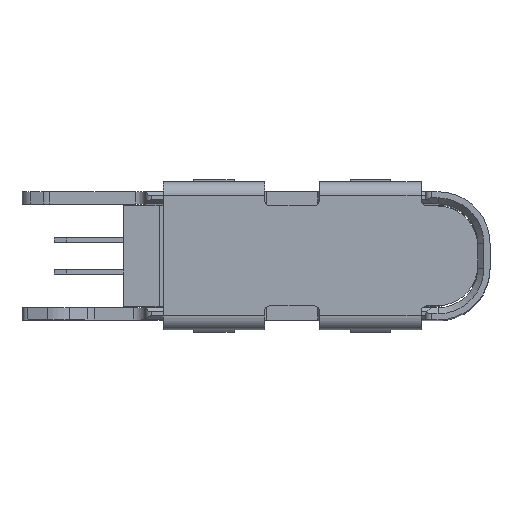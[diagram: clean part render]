
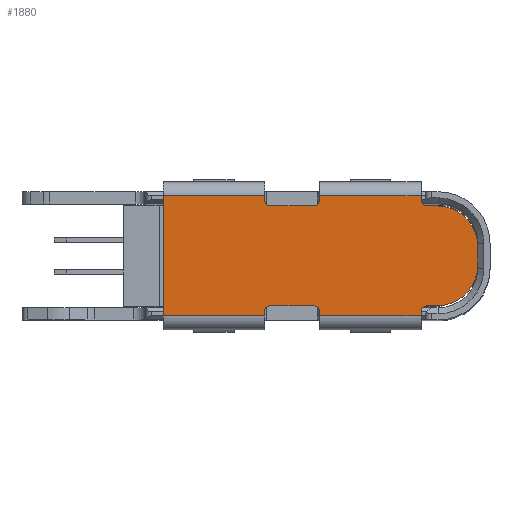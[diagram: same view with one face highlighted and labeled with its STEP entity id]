
A CAD part, top view. The second image highlights one B-rep face of the part: STEP entity #1880.
In plain terms, the highlighted face is planar.
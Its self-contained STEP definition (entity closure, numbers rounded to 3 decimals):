
#64=DIRECTION('',(0.,-1.,0.));
#65=VECTOR('',#64,0.1);
#66=CARTESIAN_POINT('',(265.645,29.57,-45.2));
#67=LINE('934',#66,#65);
#224=DIRECTION('',(-1.,0.,0.));
#225=VECTOR('',#224,2.5);
#226=CARTESIAN_POINT('',(265.645,29.47,-45.2));
#227=LINE('975',#226,#225);
#232=CARTESIAN_POINT('',(266.855,32.33,-45.2));
#233=DIRECTION('',(0.,0.,-1.));
#234=DIRECTION('',(1.,0.,0.));
#235=AXIS2_PLACEMENT_3D('',#232,#233,#234);
#237=CARTESIAN_POINT('',(265.795,32.33,-45.2));
#238=DIRECTION('',(0.,0.,-1.));
#239=DIRECTION('',(0.,-1.,0.));
#240=AXIS2_PLACEMENT_3D('',#237,#238,#239);
#242=CARTESIAN_POINT('',(262.995,32.33,-45.2));
#243=DIRECTION('',(0.,0.,-1.));
#244=DIRECTION('',(1.,0.,0.));
#245=AXIS2_PLACEMENT_3D('',#242,#243,#244);
#247=CARTESIAN_POINT('',(262.745,31.18,-45.2));
#248=DIRECTION('',(0.,0.,1.));
#249=DIRECTION('',(0.,1.,0.));
#250=AXIS2_PLACEMENT_3D('',#247,#248,#249);
#252=CARTESIAN_POINT('',(262.745,30.72,-45.2));
#253=DIRECTION('',(0.,0.,1.));
#254=DIRECTION('',(-1.,0.,0.));
#255=AXIS2_PLACEMENT_3D('',#252,#253,#254);
#257=CARTESIAN_POINT('',(262.995,29.57,-45.2));
#258=DIRECTION('',(0.,0.,-1.));
#259=DIRECTION('',(0.,1.,0.));
#260=AXIS2_PLACEMENT_3D('',#257,#258,#259);
#262=DIRECTION('',(0.,-1.,0.));
#263=VECTOR('',#262,0.1);
#264=CARTESIAN_POINT('',(263.145,29.57,-45.2));
#265=LINE('955',#264,#263);
#266=CARTESIAN_POINT('',(265.795,29.57,-45.2));
#267=DIRECTION('',(0.,0.,-1.));
#268=DIRECTION('',(-1.,0.,0.));
#269=AXIS2_PLACEMENT_3D('',#266,#267,#268);
#271=CARTESIAN_POINT('',(266.855,29.57,-45.2));
#272=DIRECTION('',(0.,0.,-1.));
#273=DIRECTION('',(0.,1.,0.));
#274=AXIS2_PLACEMENT_3D('',#271,#272,#273);
#276=DIRECTION('',(1.,0.,0.));
#277=VECTOR('',#276,2.5);
#278=CARTESIAN_POINT('',(267.005,32.43,-45.2));
#279=LINE('976',#278,#277);
#326=DIRECTION('',(0.,-1.,0.));
#327=VECTOR('',#326,2.96);
#328=CARTESIAN_POINT('',(269.505,32.43,-45.2));
#329=LINE('996',#328,#327);
#388=DIRECTION('',(0.,1.,0.));
#389=VECTOR('',#388,0.1);
#390=CARTESIAN_POINT('',(267.005,29.47,-45.2));
#391=LINE('994',#390,#389);
#414=DIRECTION('',(-1.,0.,0.));
#415=VECTOR('',#414,2.5);
#416=CARTESIAN_POINT('',(269.505,29.47,-45.2));
#417=LINE('995',#416,#415);
#430=DIRECTION('',(-1.,0.,0.));
#431=VECTOR('',#430,1.06);
#432=CARTESIAN_POINT('',(266.855,29.72,-45.2));
#433=LINE('992',#432,#431);
#608=DIRECTION('',(0.,1.,0.));
#609=VECTOR('',#608,0.1);
#610=CARTESIAN_POINT('',(267.005,32.33,-45.2));
#611=LINE('977',#610,#609);
#808=DIRECTION('',(1.,0.,0.));
#809=VECTOR('',#808,1.06);
#810=CARTESIAN_POINT('',(265.795,32.18,-45.2));
#811=LINE('979',#810,#809);
#826=DIRECTION('',(0.,-1.,0.));
#827=VECTOR('',#826,0.1);
#828=CARTESIAN_POINT('',(265.645,32.43,-45.2));
#829=LINE('981',#828,#827);
#955=DIRECTION('',(0.,1.,0.));
#956=VECTOR('',#955,0.1);
#957=CARTESIAN_POINT('',(263.145,32.33,-45.2));
#958=LINE('983',#957,#956);
#998=DIRECTION('',(1.,0.,0.));
#999=VECTOR('',#998,0.25);
#1000=CARTESIAN_POINT('',(262.745,32.18,-45.2));
#1001=LINE('985',#1000,#999);
#1010=DIRECTION('',(0.,1.,0.));
#1011=VECTOR('',#1010,0.46);
#1012=CARTESIAN_POINT('',(261.745,30.72,-45.2));
#1013=LINE('987',#1012,#1011);
#1026=DIRECTION('',(-1.,0.,0.));
#1027=VECTOR('',#1026,0.25);
#1028=CARTESIAN_POINT('',(262.995,29.72,-45.2));
#1029=LINE('989',#1028,#1027);
#1042=DIRECTION('',(1.,0.,0.));
#1043=VECTOR('',#1042,2.5);
#1044=CARTESIAN_POINT('',(263.145,32.43,-45.2));
#1045=LINE('982',#1044,#1043);
#1250=CARTESIAN_POINT('',(265.645,29.57,-45.2));
#1251=VERTEX_POINT('',#1250);
#1252=CARTESIAN_POINT('',(265.645,29.47,-45.2));
#1253=VERTEX_POINT('',#1252);
#1286=CARTESIAN_POINT('',(263.145,29.47,-45.2));
#1287=VERTEX_POINT('',#1286);
#1288=CARTESIAN_POINT('',(263.145,29.57,-45.2));
#1289=VERTEX_POINT('',#1288);
#1314=CARTESIAN_POINT('',(267.005,32.43,-45.2));
#1315=CARTESIAN_POINT('',(269.505,32.43,-45.2));
#1316=VERTEX_POINT('',#1314);
#1317=VERTEX_POINT('',#1315);
#1318=CARTESIAN_POINT('',(267.005,32.33,-45.2));
#1319=VERTEX_POINT('',#1318);
#1320=CARTESIAN_POINT('',(266.855,32.18,-45.2));
#1321=VERTEX_POINT('',#1320);
#1322=CARTESIAN_POINT('',(265.795,32.18,-45.2));
#1323=VERTEX_POINT('',#1322);
#1324=CARTESIAN_POINT('',(265.645,32.33,-45.2));
#1325=VERTEX_POINT('',#1324);
#1326=CARTESIAN_POINT('',(265.645,32.43,-45.2));
#1327=VERTEX_POINT('',#1326);
#1328=CARTESIAN_POINT('',(263.145,32.43,-45.2));
#1329=VERTEX_POINT('',#1328);
#1330=CARTESIAN_POINT('',(263.145,32.33,-45.2));
#1331=VERTEX_POINT('',#1330);
#1332=CARTESIAN_POINT('',(262.995,32.18,-45.2));
#1333=VERTEX_POINT('',#1332);
#1334=CARTESIAN_POINT('',(262.745,32.18,-45.2));
#1335=VERTEX_POINT('',#1334);
#1336=CARTESIAN_POINT('',(261.745,31.18,-45.2));
#1337=VERTEX_POINT('',#1336);
#1338=CARTESIAN_POINT('',(261.745,30.72,-45.2));
#1339=VERTEX_POINT('',#1338);
#1340=CARTESIAN_POINT('',(262.745,29.72,-45.2));
#1341=VERTEX_POINT('',#1340);
#1342=CARTESIAN_POINT('',(262.995,29.72,-45.2));
#1343=VERTEX_POINT('',#1342);
#1344=CARTESIAN_POINT('',(265.795,29.72,-45.2));
#1345=VERTEX_POINT('',#1344);
#1346=CARTESIAN_POINT('',(266.855,29.72,-45.2));
#1347=VERTEX_POINT('',#1346);
#1348=CARTESIAN_POINT('',(267.005,29.57,-45.2));
#1349=VERTEX_POINT('',#1348);
#1350=CARTESIAN_POINT('',(267.005,29.47,-45.2));
#1351=VERTEX_POINT('',#1350);
#1352=CARTESIAN_POINT('',(269.505,29.47,-45.2));
#1353=VERTEX_POINT('',#1352);
#1828=CARTESIAN_POINT('',(265.625,30.95,-45.2));
#1829=DIRECTION('',(0.,0.,1.));
#1830=DIRECTION('',(-1.,0.,0.));
#1831=AXIS2_PLACEMENT_3D('',#1828,#1829,#1830);
#1832=PLANE('1185',#1831);
#1834=ORIENTED_EDGE('976',*,*,#1833,.F.);
#1836=ORIENTED_EDGE('977',*,*,#1835,.F.);
#1838=ORIENTED_EDGE('978',*,*,#1837,.T.);
#1840=ORIENTED_EDGE('979',*,*,#1839,.F.);
#1842=ORIENTED_EDGE('980',*,*,#1841,.T.);
#1844=ORIENTED_EDGE('981',*,*,#1843,.F.);
#1846=ORIENTED_EDGE('982',*,*,#1845,.F.);
#1848=ORIENTED_EDGE('983',*,*,#1847,.F.);
#1850=ORIENTED_EDGE('984',*,*,#1849,.T.);
#1852=ORIENTED_EDGE('985',*,*,#1851,.F.);
#1854=ORIENTED_EDGE('986',*,*,#1853,.T.);
#1856=ORIENTED_EDGE('987',*,*,#1855,.F.);
#1858=ORIENTED_EDGE('988',*,*,#1857,.T.);
#1860=ORIENTED_EDGE('989',*,*,#1859,.F.);
#1862=ORIENTED_EDGE('990',*,*,#1861,.T.);
#1863=ORIENTED_EDGE('955',*,*,#1706,.T.);
#1864=ORIENTED_EDGE('975',*,*,#1820,.F.);
#1865=ORIENTED_EDGE('934',*,*,#1630,.F.);
#1867=ORIENTED_EDGE('991',*,*,#1866,.T.);
#1869=ORIENTED_EDGE('992',*,*,#1868,.F.);
#1871=ORIENTED_EDGE('993',*,*,#1870,.T.);
#1873=ORIENTED_EDGE('994',*,*,#1872,.F.);
#1875=ORIENTED_EDGE('995',*,*,#1874,.F.);
#1877=ORIENTED_EDGE('996',*,*,#1876,.F.);
#1878=EDGE_LOOP('1185',(#1834,#1836,#1838,#1840,#1842,#1844,#1846,#1848,#1850,
#1852,#1854,#1856,#1858,#1860,#1862,#1863,#1864,#1865,#1867,#1869,#1871,#1873,
#1875,#1877));
#1879=FACE_OUTER_BOUND('1185',#1878,.F.);
#1880=ADVANCED_FACE('1185',(#1879),#1832,.F.);
#236=CIRCLE('978',#235,0.15);
#241=CIRCLE('980',#240,0.15);
#246=CIRCLE('984',#245,0.15);
#251=CIRCLE('986',#250,1.);
#256=CIRCLE('988',#255,1.);
#261=CIRCLE('990',#260,0.15);
#270=CIRCLE('991',#269,0.15);
#275=CIRCLE('993',#274,0.15);
#1630=EDGE_CURVE('934',#1251,#1253,#67,.T.);
#1706=EDGE_CURVE('955',#1289,#1287,#265,.T.);
#1820=EDGE_CURVE('975',#1253,#1287,#227,.T.);
#1833=EDGE_CURVE('976',#1316,#1317,#279,.T.);
#1835=EDGE_CURVE('977',#1319,#1316,#611,.T.);
#1837=EDGE_CURVE('978',#1319,#1321,#236,.T.);
#1839=EDGE_CURVE('979',#1323,#1321,#811,.T.);
#1841=EDGE_CURVE('980',#1323,#1325,#241,.T.);
#1843=EDGE_CURVE('981',#1327,#1325,#829,.T.);
#1845=EDGE_CURVE('982',#1329,#1327,#1045,.T.);
#1847=EDGE_CURVE('983',#1331,#1329,#958,.T.);
#1849=EDGE_CURVE('984',#1331,#1333,#246,.T.);
#1851=EDGE_CURVE('985',#1335,#1333,#1001,.T.);
#1853=EDGE_CURVE('986',#1335,#1337,#251,.T.);
#1855=EDGE_CURVE('987',#1339,#1337,#1013,.T.);
#1857=EDGE_CURVE('988',#1339,#1341,#256,.T.);
#1859=EDGE_CURVE('989',#1343,#1341,#1029,.T.);
#1861=EDGE_CURVE('990',#1343,#1289,#261,.T.);
#1866=EDGE_CURVE('991',#1251,#1345,#270,.T.);
#1868=EDGE_CURVE('992',#1347,#1345,#433,.T.);
#1870=EDGE_CURVE('993',#1347,#1349,#275,.T.);
#1872=EDGE_CURVE('994',#1351,#1349,#391,.T.);
#1874=EDGE_CURVE('995',#1353,#1351,#417,.T.);
#1876=EDGE_CURVE('996',#1317,#1353,#329,.T.);
